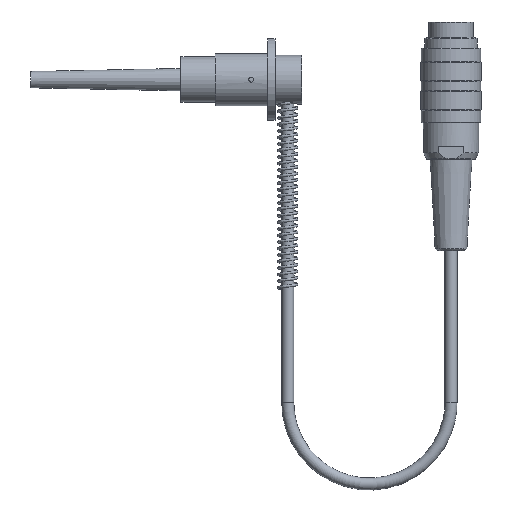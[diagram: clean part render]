
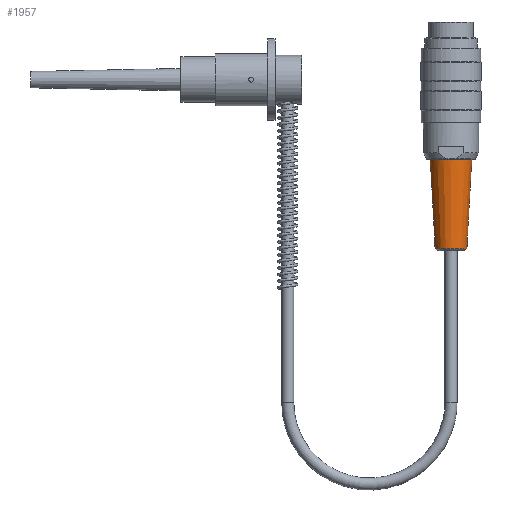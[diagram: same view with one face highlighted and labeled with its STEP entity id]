
A CAD part, top view. The second image highlights one B-rep face of the part: STEP entity #1957.
In plain terms, the highlighted conical face has half-angle 3.27 degrees and reference radius 4.85 mm.
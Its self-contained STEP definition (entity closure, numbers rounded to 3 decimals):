
#216=CONICAL_SURFACE('',#2162,4.85,0.057);
#360=FACE_BOUND('',#626,.T.);
#442=FACE_OUTER_BOUND('',#625,.T.);
#625=EDGE_LOOP('',(#1367));
#626=EDGE_LOOP('',(#1368));
#785=CIRCLE('',#2161,4.882);
#786=CIRCLE('',#2163,6.45);
#912=VERTEX_POINT('',#7438);
#913=VERTEX_POINT('',#7441);
#1088=EDGE_CURVE('',#912,#912,#785,.T.);
#1089=EDGE_CURVE('',#913,#913,#786,.T.);
#1367=ORIENTED_EDGE('',*,*,#1088,.T.);
#1368=ORIENTED_EDGE('',*,*,#1089,.T.);
#1957=ADVANCED_FACE('',(#442,#360),#216,.T.);
#2161=AXIS2_PLACEMENT_3D('',#7439,#2507,#2508);
#2162=AXIS2_PLACEMENT_3D('',#7440,#2509,#2510);
#2163=AXIS2_PLACEMENT_3D('',#7442,#2511,#2512);
#2507=DIRECTION('center_axis',(0.,1.,0.));
#2508=DIRECTION('ref_axis',(-0.98,0.,-0.201));
#2509=DIRECTION('center_axis',(0.,1.,0.));
#2510=DIRECTION('ref_axis',(0.98,0.,0.201));
#2511=DIRECTION('center_axis',(0.,-1.,0.));
#2512=DIRECTION('ref_axis',(0.,0.,
1.));
#7438=CARTESIAN_POINT('',(-4.782,-51.784,-0.984));
#7439=CARTESIAN_POINT('Origin',(0.,-51.784,
0.));
#7440=CARTESIAN_POINT('Origin',(0.,-52.35,
0.));
#7441=CARTESIAN_POINT('',(0.,-24.35,6.45));
#7442=CARTESIAN_POINT('Origin',(0.,-24.35,
0.));
